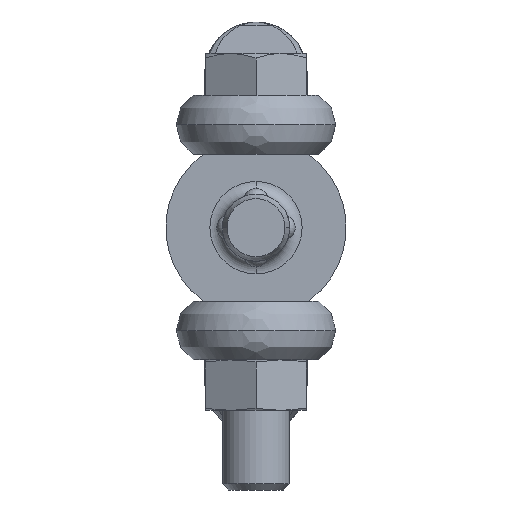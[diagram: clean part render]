
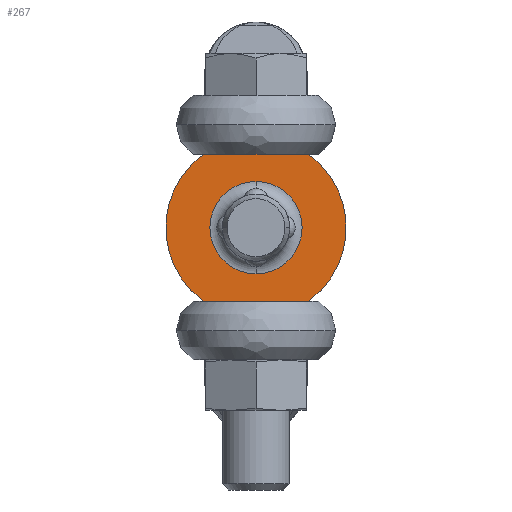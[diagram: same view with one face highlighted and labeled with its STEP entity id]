
A CAD part, left-side view. The second image highlights one B-rep face of the part: STEP entity #267.
In plain terms, the highlighted planar face has unit normal (-1, 0, 0).
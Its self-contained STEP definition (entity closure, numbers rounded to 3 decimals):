
#267=ADVANCED_FACE('',(#638,#639),#640,.T.);
#638=FACE_OUTER_BOUND('',#1790,.T.);
#639=FACE_BOUND('',#1791,.T.);
#640=PLANE('',#1792);
#1790=EDGE_LOOP('',(#3316,#3317,#3318,#3319));
#1791=EDGE_LOOP('',(#3320,#3321,#3322));
#1792=AXIS2_PLACEMENT_3D('',#3323,#3324,#3325);
#3316=ORIENTED_EDGE('',*,*,#4504,.T.);
#3317=ORIENTED_EDGE('',*,*,#4505,.F.);
#3318=ORIENTED_EDGE('',*,*,#4506,.T.);
#3319=ORIENTED_EDGE('',*,*,#4416,.T.);
#3320=ORIENTED_EDGE('',*,*,#4422,.F.);
#3321=ORIENTED_EDGE('',*,*,#4421,.F.);
#3322=ORIENTED_EDGE('',*,*,#4507,.F.);
#3323=CARTESIAN_POINT('',(0.,-8.625,0.));
#3324=DIRECTION('',(-1.0,0.0,0.0));
#3325=DIRECTION('',(0.0,0.0,1.0));
#4416=EDGE_CURVE('',#5038,#5036,#5039,.T.);
#4421=EDGE_CURVE('',#5045,#5047,#5048,.T.);
#4422=EDGE_CURVE('',#5047,#5049,#5050,.T.);
#4504=EDGE_CURVE('',#5036,#5177,#5178,.T.);
#4505=EDGE_CURVE('',#5179,#5177,#5180,.T.);
#4506=EDGE_CURVE('',#5179,#5038,#5181,.T.);
#4507=EDGE_CURVE('',#5049,#5045,#5182,.T.);
#5036=VERTEX_POINT('',#6220);
#5038=VERTEX_POINT('',#6223);
#5039=CIRCLE('',#6224,10.75);
#5045=VERTEX_POINT('',#6231);
#5047=VERTEX_POINT('',#6233);
#5048=CIRCLE('',#6234,5.5);
#5049=VERTEX_POINT('',#6235);
#5050=CIRCLE('',#6236,5.5);
#5177=VERTEX_POINT('',#6555);
#5178=LINE('',#6556,#6557);
#5179=VERTEX_POINT('',#6558);
#5180=CIRCLE('',#6559,10.75);
#5181=LINE('',#6560,#6561);
#5182=CIRCLE('',#6562,5.5);
#6220=CARTESIAN_POINT('',(0.,6.245,-8.75));
#6223=CARTESIAN_POINT('',(0.,6.245,8.75));
#6224=AXIS2_PLACEMENT_3D('',#8091,#8092,#8093);
#6231=CARTESIAN_POINT('',(0.,0.,5.5));
#6233=CARTESIAN_POINT('',(0.,5.5,0.0));
#6234=AXIS2_PLACEMENT_3D('',#8101,#8102,#8103);
#6235=CARTESIAN_POINT('',(0.,0.,-5.5));
#6236=AXIS2_PLACEMENT_3D('',#8104,#8105,#8106);
#6555=CARTESIAN_POINT('',(0.,-6.245,-8.75));
#6556=CARTESIAN_POINT('',(0.,0.,-8.75));
#6557=VECTOR('',#8217,1000.0);
#6558=CARTESIAN_POINT('',(0.,-6.245,8.75));
#6559=AXIS2_PLACEMENT_3D('',#8218,#8219,#8220);
#6560=CARTESIAN_POINT('',(0.,-8.625,8.75));
#6561=VECTOR('',#8221,1000.0);
#6562=AXIS2_PLACEMENT_3D('',#8222,#8223,#8224);
#8091=CARTESIAN_POINT('',(0.,0.,0.));
#8092=DIRECTION('',(-1.0,0.0,0.0));
#8093=DIRECTION('',(0.0,0.0,-1.0));
#8101=CARTESIAN_POINT('',(0.,0.,0.0));
#8102=DIRECTION('',(-1.0,0.,-0.0));
#8103=DIRECTION('',(0.0,0.0,-1.0));
#8104=CARTESIAN_POINT('',(0.,0.,0.0));
#8105=DIRECTION('',(-1.0,0.,-0.0));
#8106=DIRECTION('',(0.0,0.0,-1.0));
#8217=DIRECTION('',(0.0,-1.0,0.));
#8218=CARTESIAN_POINT('',(0.,0.,0.));
#8219=DIRECTION('',(1.0,0.0,0.0));
#8220=DIRECTION('',(0.0,0.0,-1.0));
#8221=DIRECTION('',(0.0,1.0,0.0));
#8222=CARTESIAN_POINT('',(0.,0.,0.0));
#8223=DIRECTION('',(-1.0,0.,-0.0));
#8224=DIRECTION('',(0.0,0.0,-1.0));
